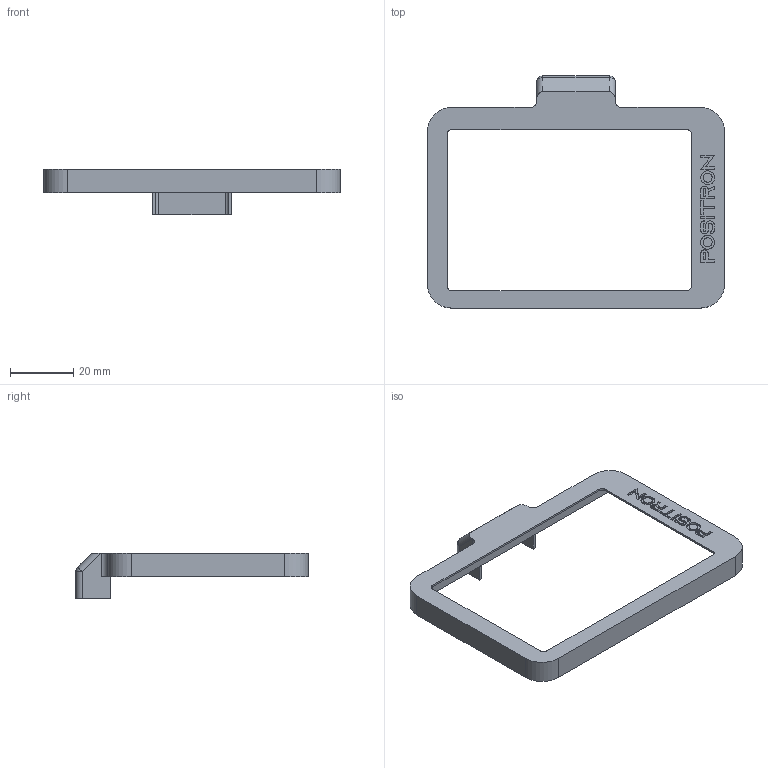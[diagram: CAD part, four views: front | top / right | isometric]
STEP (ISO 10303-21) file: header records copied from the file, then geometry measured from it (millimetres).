
FILE_DESCRIPTION(/* description */ (''),/* implementation_level */ '2;1');
FILE_NAME(/* name */ 'SCREEN_LID_V01_WIP.step',/* time_stamp */ '2023-01-19T22:28:20+01:00',/* author */ (''),/* organization */ (''),/* preprocessor_version */ 'ST-DEVELOPER v19.2',/* originating_system */ 'Autodesk Translation Framework v11.17.0.187',/* authorisation */ '');
FILE_SCHEMA (('AUTOMOTIVE_DESIGN { 1 0 10303 214 3 1 1 }'));
Length unit declared in the file: millimetre
Products named in the file (1): SCREEN_LID_V01_WIP_PR
Bounding box: 94 x 73.5 x 14.4 mm (x, y, z)
Volume: 9052.2 mm3; surface area: 9793.6 mm2
Topology: 1 solids, 1 shells, 182 faces, 487 edges, 318 vertices
Faces by surface type: plane 84, bspline 49, cylinder 41, cone 6, sphere 2
Full cylindrical faces by diameter (mm): 1.623 x6
Entity records: 6009 total; most frequent: CARTESIAN_POINT 1703, ORIENTED_EDGE 958, DIRECTION 739, EDGE_CURVE 479, VERTEX_POINT 318, LINE 299, VECTOR 299, AXIS2_PLACEMENT_3D 220
